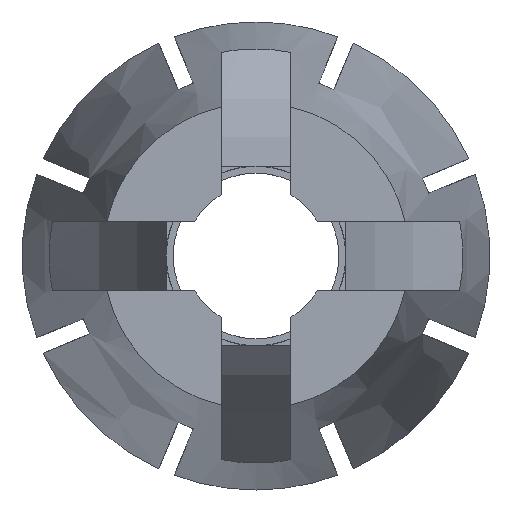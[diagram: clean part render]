
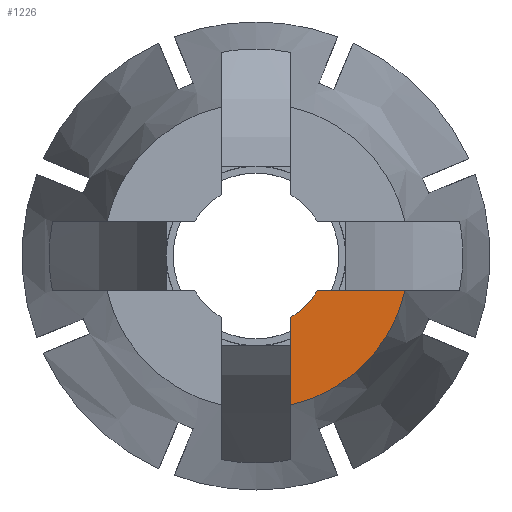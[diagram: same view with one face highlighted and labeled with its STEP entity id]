
A CAD part, left-side view. The second image highlights one B-rep face of the part: STEP entity #1226.
In plain terms, the highlighted planar face has unit normal (-1, 0, 0).
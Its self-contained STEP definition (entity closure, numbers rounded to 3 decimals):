
#17 = DIRECTION ( 'NONE',  ( 0., -1., 0. ) ) ;
#46 = LINE ( 'NONE', #747, #982 ) ;
#115 = EDGE_LOOP ( 'NONE', ( #1958, #1946, #3124, #1929 ) ) ;
#168 = CARTESIAN_POINT ( 'NONE',  ( -27.5, -5.398, -1.25 ) ) ;
#276 = CARTESIAN_POINT ( 'NONE',  ( -27.5, -1.25, -2.217 ) ) ;
#581 = EDGE_CURVE ( 'NONE', #664, #1693, #3629, .T. ) ;
#664 = VERTEX_POINT ( 'NONE', #168 ) ;
#679 = VERTEX_POINT ( 'NONE', #276 ) ;
#747 = CARTESIAN_POINT ( 'NONE',  ( -27.5, -1.25, 0. ) ) ;
#766 = VECTOR ( 'NONE', #17, 1000. ) ;
#808 = DIRECTION ( 'NONE',  ( 0., 0., -1. ) ) ;
#982 = VECTOR ( 'NONE', #808, 1000. ) ;
#1139 = DIRECTION ( 'NONE',  ( 0., 0., -1. ) ) ;
#1159 = DIRECTION ( 'NONE',  ( 1., 0., 0. ) ) ;
#1226 = ADVANCED_FACE ( 'NONE', ( #2013 ), #3869, .T. ) ;
#1471 = CARTESIAN_POINT ( 'NONE',  ( -27.5, 0., 0. ) ) ;
#1693 = VERTEX_POINT ( 'NONE', #3755 ) ;
#1713 = LINE ( 'NONE', #2764, #766 ) ;
#1722 = AXIS2_PLACEMENT_3D ( 'NONE', #1471, #1159, #1139 ) ;
#1791 = AXIS2_PLACEMENT_3D ( 'NONE', #3926, #4056, #4109 ) ;
#1913 = CARTESIAN_POINT ( 'NONE',  ( -27.5, -2.217, -1.25 ) ) ;
#1929 = ORIENTED_EDGE ( 'NONE', *, *, #2804, .F. ) ;
#1946 = ORIENTED_EDGE ( 'NONE', *, *, #2777, .T. ) ;
#1958 = ORIENTED_EDGE ( 'NONE', *, *, #2701, .T. ) ;
#1967 = CARTESIAN_POINT ( 'NONE',  ( -27.5, 0., 0. ) ) ;
#1995 = DIRECTION ( 'NONE',  ( 1., 0., 0. ) ) ;
#2013 = FACE_OUTER_BOUND ( 'NONE', #115, .T. ) ;
#2052 = DIRECTION ( 'NONE',  ( 0., 0., -1. ) ) ;
#2701 = EDGE_CURVE ( 'NONE', #3367, #679, #3728, .T. ) ;
#2764 = CARTESIAN_POINT ( 'NONE',  ( -27.5, -5.541, -1.25 ) ) ;
#2777 = EDGE_CURVE ( 'NONE', #679, #1693, #46, .T. ) ;
#2804 = EDGE_CURVE ( 'NONE', #3367, #664, #1713, .T. ) ;
#2896 = AXIS2_PLACEMENT_3D ( 'NONE', #1967, #1995, #2052 ) ;
#3124 = ORIENTED_EDGE ( 'NONE', *, *, #581, .F. ) ;
#3367 = VERTEX_POINT ( 'NONE', #1913 ) ;
#3629 = CIRCLE ( 'NONE', #2896, 5.541 ) ;
#3728 = CIRCLE ( 'NONE', #1722, 2.545 ) ;
#3755 = CARTESIAN_POINT ( 'NONE',  ( -27.5, -1.25, -5.398 ) ) ;
#3869 = PLANE ( 'NONE',  #1791 ) ;
#3926 = CARTESIAN_POINT ( 'NONE',  ( -27.5, -5.541, 0. ) ) ;
#4056 = DIRECTION ( 'NONE',  ( -1., 0., 0. ) ) ;
#4109 = DIRECTION ( 'NONE',  ( 0., 0., 1. ) ) ;
